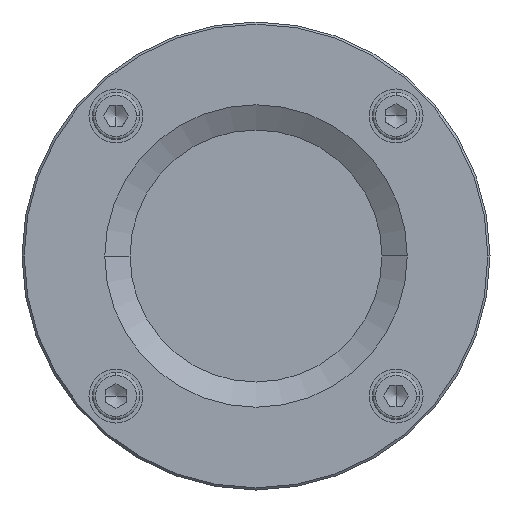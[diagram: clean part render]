
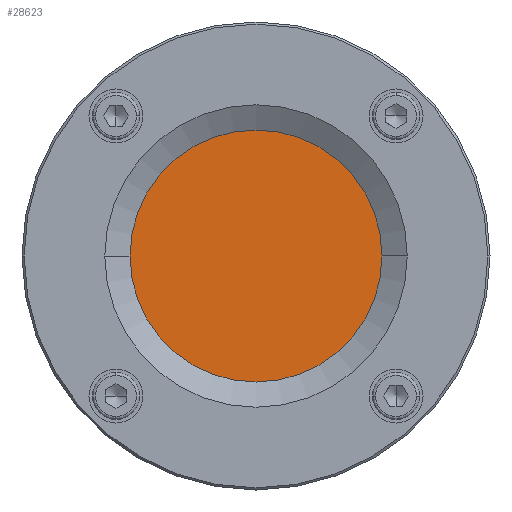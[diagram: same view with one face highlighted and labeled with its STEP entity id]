
A CAD part, left-side view. The second image highlights one B-rep face of the part: STEP entity #28623.
In plain terms, the highlighted face is planar.
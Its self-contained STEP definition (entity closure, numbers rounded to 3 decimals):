
#28139 = CYLINDRICAL_SURFACE('',#28140,35.);
#28140 = AXIS2_PLACEMENT_3D('',#28141,#28142,#28143);
#28141 = CARTESIAN_POINT('',(5.271,0.,0.));
#28142 = DIRECTION('',(1.,0.,0.));
#28143 = DIRECTION('',(-0.,1.,0.));
#28197 = EDGE_CURVE('',#28198,#28200,#28202,.T.);
#28198 = VERTEX_POINT('',#28199);
#28199 = CARTESIAN_POINT('',(8.5,35.,0.));
#28200 = VERTEX_POINT('',#28201);
#28201 = CARTESIAN_POINT('',(8.5,0.,-35.));
#28202 = SURFACE_CURVE('',#28203,(#28208,#28215),.PCURVE_S1.);
#28203 = CIRCLE('',#28204,35.);
#28204 = AXIS2_PLACEMENT_3D('',#28205,#28206,#28207);
#28205 = CARTESIAN_POINT('',(8.5,0.,0.));
#28206 = DIRECTION('',(-1.,0.,0.));
#28207 = DIRECTION('',(0.,0.,1.));
#28208 = PCURVE('',#28139,#28209);
#28209 = DEFINITIONAL_REPRESENTATION('',(#28210),#28214);
#28210 = LINE('',#28211,#28212);
#28211 = CARTESIAN_POINT('',(7.854,3.229));
#28212 = VECTOR('',#28213,1.);
#28213 = DIRECTION('',(-1.,0.));
#28214 = ( GEOMETRIC_REPRESENTATION_CONTEXT(2) 
PARAMETRIC_REPRESENTATION_CONTEXT() REPRESENTATION_CONTEXT('2D SPACE',''
  ) );
#28215 = PCURVE('',#28216,#28221);
#28216 = PLANE('',#28217);
#28217 = AXIS2_PLACEMENT_3D('',#28218,#28219,#28220);
#28218 = CARTESIAN_POINT('',(8.5,-0.042,4.));
#28219 = DIRECTION('',(-1.,0.,0.));
#28220 = DIRECTION('',(0.,-0.011,1.));
#28221 = DEFINITIONAL_REPRESENTATION('',(#28222),#28226);
#28222 = CIRCLE('',#28223,35.);
#28223 = AXIS2_PLACEMENT_2D('',#28224,#28225);
#28224 = CARTESIAN_POINT('',(-4.,0.));
#28225 = DIRECTION('',(1.,0.011));
#28226 = ( GEOMETRIC_REPRESENTATION_CONTEXT(2) 
PARAMETRIC_REPRESENTATION_CONTEXT() REPRESENTATION_CONTEXT('2D SPACE',''
  ) );
#28228 = EDGE_CURVE('',#28200,#28229,#28231,.T.);
#28229 = VERTEX_POINT('',#28230);
#28230 = CARTESIAN_POINT('',(8.5,-35.,0.));
#28231 = SURFACE_CURVE('',#28232,(#28237,#28244),.PCURVE_S1.);
#28232 = CIRCLE('',#28233,35.);
#28233 = AXIS2_PLACEMENT_3D('',#28234,#28235,#28236);
#28234 = CARTESIAN_POINT('',(8.5,0.,0.));
#28235 = DIRECTION('',(-1.,0.,0.));
#28236 = DIRECTION('',(0.,0.,1.));
#28237 = PCURVE('',#28139,#28238);
#28238 = DEFINITIONAL_REPRESENTATION('',(#28239),#28243);
#28239 = LINE('',#28240,#28241);
#28240 = CARTESIAN_POINT('',(7.854,3.229));
#28241 = VECTOR('',#28242,1.);
#28242 = DIRECTION('',(-1.,0.));
#28243 = ( GEOMETRIC_REPRESENTATION_CONTEXT(2) 
PARAMETRIC_REPRESENTATION_CONTEXT() REPRESENTATION_CONTEXT('2D SPACE',''
  ) );
#28244 = PCURVE('',#28216,#28245);
#28245 = DEFINITIONAL_REPRESENTATION('',(#28246),#28250);
#28246 = CIRCLE('',#28247,35.);
#28247 = AXIS2_PLACEMENT_2D('',#28248,#28249);
#28248 = CARTESIAN_POINT('',(-4.,0.));
#28249 = DIRECTION('',(1.,0.011));
#28250 = ( GEOMETRIC_REPRESENTATION_CONTEXT(2) 
PARAMETRIC_REPRESENTATION_CONTEXT() REPRESENTATION_CONTEXT('2D SPACE',''
  ) );
#28266 = CYLINDRICAL_SURFACE('',#28267,35.);
#28267 = AXIS2_PLACEMENT_3D('',#28268,#28269,#28270);
#28268 = CARTESIAN_POINT('',(5.271,0.,0.));
#28269 = DIRECTION('',(1.,0.,0.));
#28270 = DIRECTION('',(-0.,1.,0.));
#28623 = ADVANCED_FACE('',(#28624),#28216,.F.);
#28624 = FACE_BOUND('',#28625,.F.);
#28625 = EDGE_LOOP('',(#28626,#28627,#28649));
#28626 = ORIENTED_EDGE('',*,*,#28228,.T.);
#28627 = ORIENTED_EDGE('',*,*,#28628,.T.);
#28628 = EDGE_CURVE('',#28229,#28198,#28629,.T.);
#28629 = SURFACE_CURVE('',#28630,(#28635,#28642),.PCURVE_S1.);
#28630 = CIRCLE('',#28631,35.);
#28631 = AXIS2_PLACEMENT_3D('',#28632,#28633,#28634);
#28632 = CARTESIAN_POINT('',(8.5,0.,0.));
#28633 = DIRECTION('',(-1.,0.,0.));
#28634 = DIRECTION('',(0.,0.,1.));
#28635 = PCURVE('',#28216,#28636);
#28636 = DEFINITIONAL_REPRESENTATION('',(#28637),#28641);
#28637 = CIRCLE('',#28638,35.);
#28638 = AXIS2_PLACEMENT_2D('',#28639,#28640);
#28639 = CARTESIAN_POINT('',(-4.,0.));
#28640 = DIRECTION('',(1.,0.011));
#28641 = ( GEOMETRIC_REPRESENTATION_CONTEXT(2) 
PARAMETRIC_REPRESENTATION_CONTEXT() REPRESENTATION_CONTEXT('2D SPACE',''
  ) );
#28642 = PCURVE('',#28266,#28643);
#28643 = DEFINITIONAL_REPRESENTATION('',(#28644),#28648);
#28644 = LINE('',#28645,#28646);
#28645 = CARTESIAN_POINT('',(7.854,3.229));
#28646 = VECTOR('',#28647,1.);
#28647 = DIRECTION('',(-1.,0.));
#28648 = ( GEOMETRIC_REPRESENTATION_CONTEXT(2) 
PARAMETRIC_REPRESENTATION_CONTEXT() REPRESENTATION_CONTEXT('2D SPACE',''
  ) );
#28649 = ORIENTED_EDGE('',*,*,#28197,.T.);
